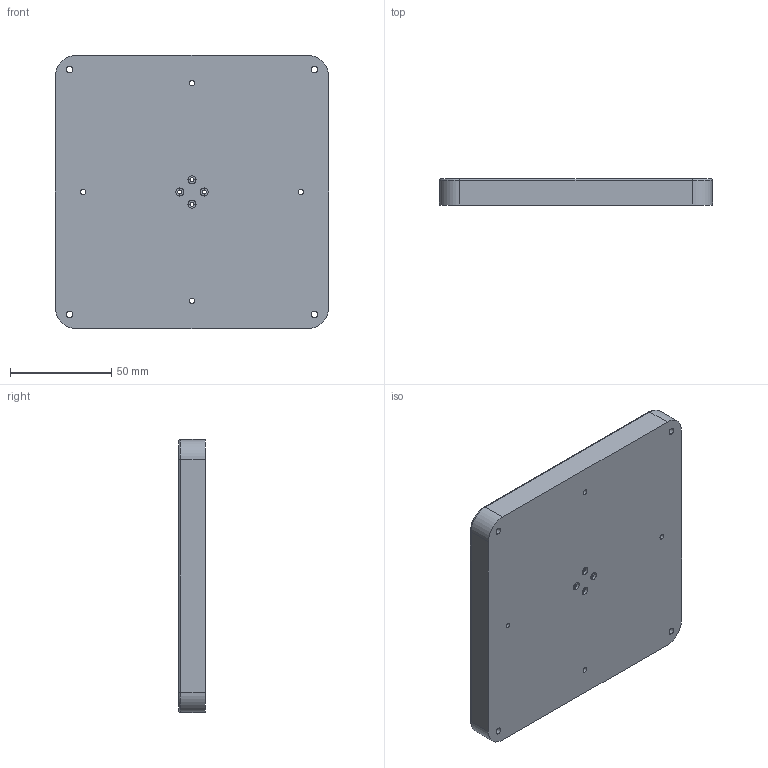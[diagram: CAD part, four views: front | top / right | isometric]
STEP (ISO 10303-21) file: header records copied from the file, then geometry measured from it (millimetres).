
FILE_DESCRIPTION (( 'STEP AP214' ), '1' );
FILE_NAME ('base_upper_v2.STEP', '2024-10-09T03:15:31', ( '' ), ( '' ), 'SwSTEP 2.0', 'SolidWorks 2018', '' );
FILE_SCHEMA (( 'AUTOMOTIVE_DESIGN' ));
Length unit declared in the file: millimetre
Products named in the file (1): base_upper_v2
Bounding box: 135 x 13.1 x 135 mm (x, y, z)
Volume: 127956 mm3; surface area: 48350.5 mm2
Topology: 1 solids, 1 shells, 90 faces, 208 edges, 132 vertices
Faces by surface type: cylinder 56, plane 18, torus 16
Entity records: 2694 total; most frequent: DIRECTION 530, CARTESIAN_POINT 431, ORIENTED_EDGE 416, AXIS2_PLACEMENT_3D 231, EDGE_CURVE 208, CIRCLE 140, VERTEX_POINT 132, EDGE_LOOP 126
